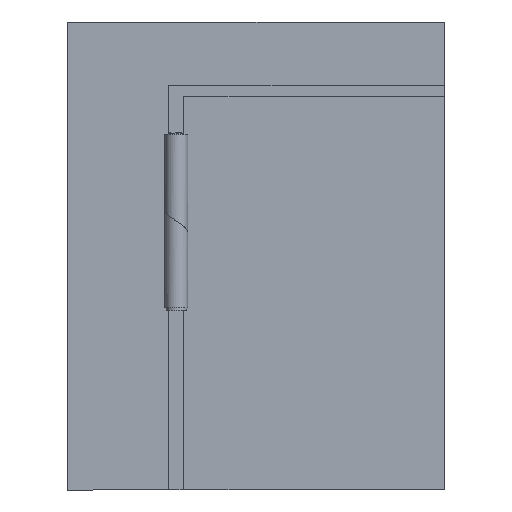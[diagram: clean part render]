
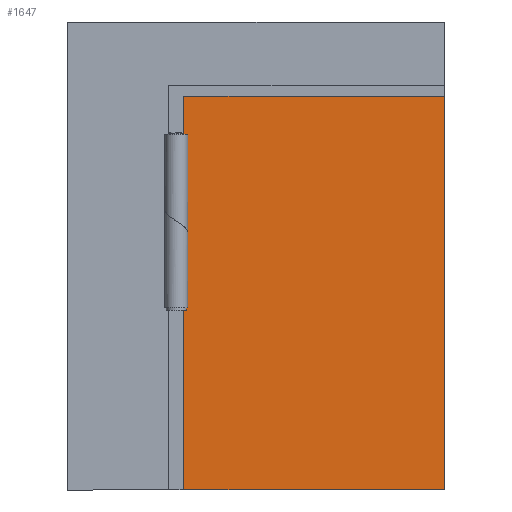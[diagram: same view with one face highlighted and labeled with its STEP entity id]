
A CAD part, left-side view. The second image highlights one B-rep face of the part: STEP entity #1647.
In plain terms, the highlighted face is planar.
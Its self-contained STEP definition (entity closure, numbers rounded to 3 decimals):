
#1525=CARTESIAN_POINT('',(83.0,1.5,30.0));
#1526=VERTEX_POINT('',#1525);
#1534=CARTESIAN_POINT('',(83.0,0.0,30.0));
#1535=VERTEX_POINT('',#1534);
#1542=CARTESIAN_POINT('',(83.0,1.5,30.0));
#1543=DIRECTION('',(0.0,-1.0,0.0));
#1544=VECTOR('',#1543,1.5);
#1545=LINE('',#1542,#1544);
#1546=EDGE_CURVE('',#1526,#1535,#1545,.T.);
#1556=CARTESIAN_POINT('',(15.0,1.5,30.0));
#1557=VERTEX_POINT('',#1556);
#1564=CARTESIAN_POINT('',(15.0,0.0,30.0));
#1565=VERTEX_POINT('',#1564);
#1566=CARTESIAN_POINT('',(15.0,0.0,30.0));
#1567=DIRECTION('',(0.0,1.0,0.0));
#1568=VECTOR('',#1567,1.5);
#1569=LINE('',#1566,#1568);
#1570=EDGE_CURVE('',#1565,#1557,#1569,.T.);
#1589=CARTESIAN_POINT('',(15.0,1.5,30.0));
#1590=DIRECTION('',(1.0,0.0,0.0));
#1591=VECTOR('',#1590,68.0);
#1592=LINE('',#1589,#1591);
#1593=EDGE_CURVE('',#1557,#1526,#1592,.T.);
#1599=CARTESIAN_POINT('',(77.75,51.5,30.0));
#1600=DIRECTION('',(0.0,0.0,1.0));
#1601=DIRECTION('',(1.0,0.0,0.0));
#1602=AXIS2_PLACEMENT_3D('',#1599,#1600,#1601);
#1603=PLANE('',#1602);
#1604=ORIENTED_EDGE('',*,*,#1570,.T.);
#1605=ORIENTED_EDGE('',*,*,#1593,.T.);
#1606=ORIENTED_EDGE('',*,*,#1546,.T.);
#1607=CARTESIAN_POINT('',(155.5,0.0,30.0));
#1608=VERTEX_POINT('',#1607);
#1609=CARTESIAN_POINT('',(155.5,0.0,30.0));
#1610=DIRECTION('',(-1.0,0.0,0.0));
#1611=VECTOR('',#1610,72.5);
#1612=LINE('',#1609,#1611);
#1613=EDGE_CURVE('',#1608,#1535,#1612,.T.);
#1614=ORIENTED_EDGE('',*,*,#1613,.F.);
#1615=CARTESIAN_POINT('',(155.5,103.,30.0));
#1616=VERTEX_POINT('',#1615);
#1617=CARTESIAN_POINT('',(155.5,103.,30.0));
#1618=DIRECTION('',(0.0,-1.0,0.0));
#1619=VECTOR('',#1618,103.);
#1620=LINE('',#1617,#1619);
#1621=EDGE_CURVE('',#1616,#1608,#1620,.T.);
#1622=ORIENTED_EDGE('',*,*,#1621,.F.);
#1623=CARTESIAN_POINT('',(0.,103.0,30.0));
#1624=VERTEX_POINT('',#1623);
#1625=CARTESIAN_POINT('',(0.,103.0,30.0));
#1626=DIRECTION('',(1.0,0.0,0.0));
#1627=VECTOR('',#1626,155.5);
#1628=LINE('',#1625,#1627);
#1629=EDGE_CURVE('',#1624,#1616,#1628,.T.);
#1630=ORIENTED_EDGE('',*,*,#1629,.F.);
#1631=CARTESIAN_POINT('',(0.0,0.0,30.0));
#1632=VERTEX_POINT('',#1631);
#1633=CARTESIAN_POINT('',(0.0,0.0,30.0));
#1634=DIRECTION('',(0.0,1.0,0.0));
#1635=VECTOR('',#1634,103.0);
#1636=LINE('',#1633,#1635);
#1637=EDGE_CURVE('',#1632,#1624,#1636,.T.);
#1638=ORIENTED_EDGE('',*,*,#1637,.F.);
#1639=CARTESIAN_POINT('',(15.0,0.0,30.0));
#1640=DIRECTION('',(-1.0,0.0,0.0));
#1641=VECTOR('',#1640,15.0);
#1642=LINE('',#1639,#1641);
#1643=EDGE_CURVE('',#1565,#1632,#1642,.T.);
#1644=ORIENTED_EDGE('',*,*,#1643,.F.);
#1645=EDGE_LOOP('',(#1604,#1605,#1606,#1614,#1622,#1630,#1638,#1644));
#1646=FACE_OUTER_BOUND('',#1645,.T.);
#1647=ADVANCED_FACE('',(#1646),#1603,.T.);
